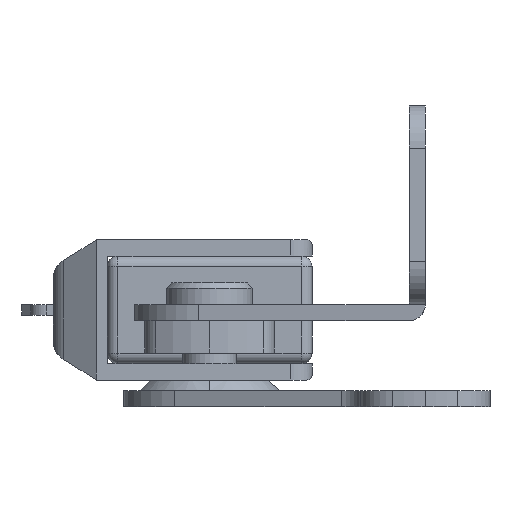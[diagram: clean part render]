
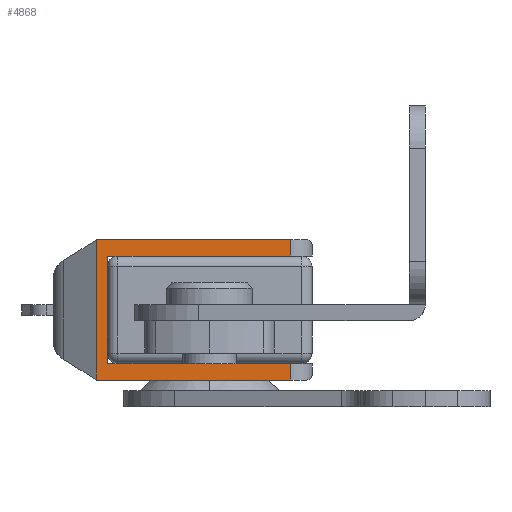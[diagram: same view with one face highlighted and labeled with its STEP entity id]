
A CAD part, left-side view. The second image highlights one B-rep face of the part: STEP entity #4868.
In plain terms, the highlighted face is planar.
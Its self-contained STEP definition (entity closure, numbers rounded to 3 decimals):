
#17 = EDGE_CURVE ( 'NONE', #1264, #1347, #6267, .T. ) ;
#246 = AXIS2_PLACEMENT_3D ( 'NONE', #4490, #4491, #4495 ) ;
#596 = CARTESIAN_POINT ( 'NONE',  ( 5., 19., -14. ) ) ;
#602 = CARTESIAN_POINT ( 'NONE',  ( -6.5, 20., -14. ) ) ;
#650 = CARTESIAN_POINT ( 'NONE',  ( -5., 2., -14. ) ) ;
#668 = CARTESIAN_POINT ( 'NONE',  ( 6.5, 2., -14. ) ) ;
#691 = CARTESIAN_POINT ( 'NONE',  ( -6.5, 2., -14. ) ) ;
#698 = CARTESIAN_POINT ( 'NONE',  ( 6.5, 20., -14. ) ) ;
#706 = CARTESIAN_POINT ( 'NONE',  ( -5., 19., -14. ) ) ;
#787 = DIRECTION ( 'NONE',  ( 1., 0., 0. ) ) ;
#827 = CARTESIAN_POINT ( 'NONE',  ( -5., 19., -14. ) ) ;
#829 = CARTESIAN_POINT ( 'NONE',  ( 5., 2., -14. ) ) ;
#1230 = VERTEX_POINT ( 'NONE', #829 ) ;
#1253 = VERTEX_POINT ( 'NONE', #668 ) ;
#1257 = VERTEX_POINT ( 'NONE', #691 ) ;
#1260 = VERTEX_POINT ( 'NONE', #698 ) ;
#1264 = VERTEX_POINT ( 'NONE', #706 ) ;
#1272 = VERTEX_POINT ( 'NONE', #602 ) ;
#1275 = VERTEX_POINT ( 'NONE', #650 ) ;
#1347 = VERTEX_POINT ( 'NONE', #596 ) ;
#1416 = LINE ( 'NONE', #3660, #3024 ) ;
#1417 = LINE ( 'NONE', #3638, #3053 ) ;
#1418 = LINE ( 'NONE', #3664, #3099 ) ;
#1420 = LINE ( 'NONE', #3665, #3058 ) ;
#1421 = LINE ( 'NONE', #3818, #3011 ) ;
#1423 = LINE ( 'NONE', #3680, #3055 ) ;
#1649 = FACE_OUTER_BOUND ( 'NONE', #2683, .T. ) ;
#2683 = EDGE_LOOP ( 'NONE', ( #5571, #5567, #5570, #5569, #5564, #5568, #5566, #5565 ) ) ;
#2970 = VECTOR ( 'NONE', #787, 1000. ) ;
#3011 = VECTOR ( 'NONE', #3891, 1000. ) ;
#3024 = VECTOR ( 'NONE', #3659, 1000. ) ;
#3053 = VECTOR ( 'NONE', #3821, 1000. ) ;
#3055 = VECTOR ( 'NONE', #3679, 1000. ) ;
#3058 = VECTOR ( 'NONE', #3668, 1000. ) ;
#3092 = VECTOR ( 'NONE', #5849, 1000. ) ;
#3099 = VECTOR ( 'NONE', #3820, 1000. ) ;
#3297 = EDGE_CURVE ( 'NONE', #1275, #1257, #6262, .T. ) ;
#3367 = EDGE_CURVE ( 'NONE', #1253, #1260, #1416, .T. ) ;
#3368 = EDGE_CURVE ( 'NONE', #1347, #1230, #1417, .T. ) ;
#3369 = EDGE_CURVE ( 'NONE', #1260, #1272, #1418, .T. ) ;
#3371 = EDGE_CURVE ( 'NONE', #1264, #1275, #1420, .T. ) ;
#3374 = EDGE_CURVE ( 'NONE', #1253, #1230, #1421, .T. ) ;
#3376 = EDGE_CURVE ( 'NONE', #1257, #1272, #1423, .T. ) ;
#3638 = CARTESIAN_POINT ( 'NONE',  ( 5., 19., -14. ) ) ;
#3659 = DIRECTION ( 'NONE',  ( 0., 1., 0. ) ) ;
#3660 = CARTESIAN_POINT ( 'NONE',  ( 6.5, 20., -14. ) ) ;
#3664 = CARTESIAN_POINT ( 'NONE',  ( 6.5, 20., -14. ) ) ;
#3665 = CARTESIAN_POINT ( 'NONE',  ( -5., 19., -14. ) ) ;
#3668 = DIRECTION ( 'NONE',  ( 0., -1., 0. ) ) ;
#3679 = DIRECTION ( 'NONE',  ( 0., 1., 0. ) ) ;
#3680 = CARTESIAN_POINT ( 'NONE',  ( -6.5, 20., -14. ) ) ;
#3818 = CARTESIAN_POINT ( 'NONE',  ( 6.5, 2., -14. ) ) ;
#3820 = DIRECTION ( 'NONE',  ( -1., 0., 0. ) ) ;
#3821 = DIRECTION ( 'NONE',  ( 0., -1., 0. ) ) ;
#3891 = DIRECTION ( 'NONE',  ( -1., 0., 0. ) ) ;
#4489 = PLANE ( 'NONE',  #246 ) ;
#4490 = CARTESIAN_POINT ( 'NONE',  ( 6.5, 20., -14. ) ) ;
#4491 = DIRECTION ( 'NONE',  ( 0., 0., 1. ) ) ;
#4495 = DIRECTION ( 'NONE',  ( 0., -1., 0. ) ) ;
#4868 = ADVANCED_FACE ( 'NONE', ( #1649 ), #4489, .F. ) ;
#5564 = ORIENTED_EDGE ( 'NONE', *, *, #3369, .F. ) ;
#5565 = ORIENTED_EDGE ( 'NONE', *, *, #3368, .F. ) ;
#5566 = ORIENTED_EDGE ( 'NONE', *, *, #3374, .T. ) ;
#5567 = ORIENTED_EDGE ( 'NONE', *, *, #3371, .T. ) ;
#5568 = ORIENTED_EDGE ( 'NONE', *, *, #3367, .F. ) ;
#5569 = ORIENTED_EDGE ( 'NONE', *, *, #3376, .T. ) ;
#5570 = ORIENTED_EDGE ( 'NONE', *, *, #3297, .T. ) ;
#5571 = ORIENTED_EDGE ( 'NONE', *, *, #17, .F. ) ;
#5833 = CARTESIAN_POINT ( 'NONE',  ( 6.5, 2., -14. ) ) ;
#5849 = DIRECTION ( 'NONE',  ( -1., 0., 0. ) ) ;
#6262 = LINE ( 'NONE', #5833, #3092 ) ;
#6267 = LINE ( 'NONE', #827, #2970 ) ;
